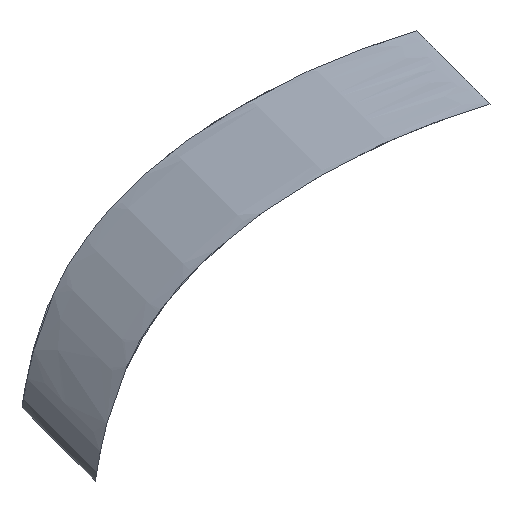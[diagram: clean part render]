
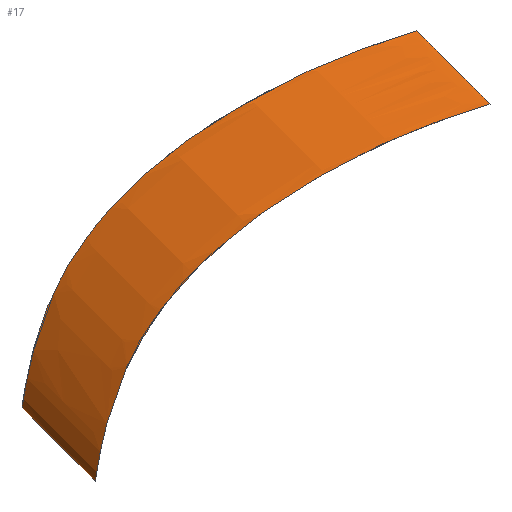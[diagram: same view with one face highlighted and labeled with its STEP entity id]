
A CAD part, front view. The second image highlights one B-rep face of the part: STEP entity #17.
In plain terms, the highlighted face is a extrusion surface.
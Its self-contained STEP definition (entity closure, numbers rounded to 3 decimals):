
#17 = ADVANCED_FACE('',(#18),#32,.F.);
#18 = FACE_BOUND('',#19,.F.);
#19 = EDGE_LOOP('',(#20,#76,#114,#115));
#20 = ORIENTED_EDGE('',*,*,#21,.T.);
#21 = EDGE_CURVE('',#22,#24,#26,.T.);
#22 = VERTEX_POINT('',#23);
#23 = CARTESIAN_POINT('',(180.188,0.415,74.572
    ));
#24 = VERTEX_POINT('',#25);
#25 = CARTESIAN_POINT('',(174.188,0.415,80.572
    ));
#26 = SEAM_CURVE('',#27,(#31,#69),.PCURVE_S1.);
#27 = LINE('',#28,#29);
#28 = CARTESIAN_POINT('',(180.188,0.415,74.572
    ));
#29 = VECTOR('',#30,1.);
#30 = DIRECTION('',(-0.707,0.,0.707));
#31 = PCURVE('',#32,#63);
#32 = SURFACE_OF_LINEAR_EXTRUSION('',#33,#61);
#33 = B_SPLINE_CURVE_WITH_KNOTS('',3,(#34,#35,#36,#37,#38,#39,#40,#41,
    #42,#43,#44,#45,#46,#47,#48,#49,#50,#51,#52,#53,#54,#55,#56,#57,#58,
    #59,#60),.UNSPECIFIED.,.T.,.F.,(1,1,1,1,1,1,1,1,1,1,1,1,1,1,1,1,1,1,
    1,1,1,1,1,1,1,1,1,1,1,1,1),(-0.219,-0.102,
    -0.045,0.,0.031,0.035,
    0.037,0.039,0.043,
    0.069,0.114,0.17,0.274,
    0.379,0.432,0.472,0.498,
    0.502,0.506,0.509,0.513,
    0.534,0.573,0.622,0.707,
    0.823,0.881,0.926,0.957,
    0.961,0.963),.UNSPECIFIED.);
#34 = CARTESIAN_POINT('',(179.971,0.407,74.504
    ));
#35 = CARTESIAN_POINT('',(180.316,0.451,74.613
    ));
#36 = CARTESIAN_POINT('',(180.03,0.355,74.522
    ));
#37 = CARTESIAN_POINT('',(178.965,0.055,
    74.198));
#38 = CARTESIAN_POINT('',(176.465,-0.613,
    73.382));
#39 = CARTESIAN_POINT('',(172.292,-1.681,
    71.775));
#40 = CARTESIAN_POINT('',(165.777,-3.101,
    68.647));
#41 = CARTESIAN_POINT('',(157.794,-3.798,
    63.355));
#42 = CARTESIAN_POINT('',(151.754,-2.302,
    56.304));
#43 = CARTESIAN_POINT('',(149.236,-0.041,
    50.247));
#44 = CARTESIAN_POINT('',(148.338,1.663,46.66
    ));
#45 = CARTESIAN_POINT('',(147.995,2.869,44.585
    ));
#46 = CARTESIAN_POINT('',(147.865,3.626,43.74)
  );
#47 = CARTESIAN_POINT('',(147.834,4.035,43.621
    ));
#48 = CARTESIAN_POINT('',(147.877,4.285,43.95)
  );
#49 = CARTESIAN_POINT('',(148.006,4.32,44.928
    ));
#50 = CARTESIAN_POINT('',(148.378,3.991,47.065
    ));
#51 = CARTESIAN_POINT('',(149.312,3.382,50.606
    ));
#52 = CARTESIAN_POINT('',(151.683,2.515,55.967
    ));
#53 = CARTESIAN_POINT('',(157.132,1.395,62.67
    ));
#54 = CARTESIAN_POINT('',(164.534,0.198,67.944
    ));
#55 = CARTESIAN_POINT('',(171.535,-0.239,71.444)
  );
#56 = CARTESIAN_POINT('',(175.986,-0.096,
    73.216));
#57 = CARTESIAN_POINT('',(178.732,0.224,74.126
    ));
#58 = CARTESIAN_POINT('',(179.971,0.407,74.504
    ));
#59 = CARTESIAN_POINT('',(180.316,0.451,74.613
    ));
#60 = CARTESIAN_POINT('',(180.03,0.355,74.522
    ));
#61 = VECTOR('',#62,1.);
#62 = DIRECTION('',(0.707,-0.,-0.707));
#63 = DEFINITIONAL_REPRESENTATION('',(#64),#68);
#64 = LINE('',#65,#66);
#65 = CARTESIAN_POINT('',(0.,0.));
#66 = VECTOR('',#67,1.);
#67 = DIRECTION('',(0.,-1.));
#68 = ( GEOMETRIC_REPRESENTATION_CONTEXT(2) 
PARAMETRIC_REPRESENTATION_CONTEXT() REPRESENTATION_CONTEXT('2D SPACE',''
  ) );
#69 = PCURVE('',#32,#70);
#70 = DEFINITIONAL_REPRESENTATION('',(#71),#75);
#71 = LINE('',#72,#73);
#72 = CARTESIAN_POINT('',(0.926,0.));
#73 = VECTOR('',#74,1.);
#74 = DIRECTION('',(0.,-1.));
#75 = ( GEOMETRIC_REPRESENTATION_CONTEXT(2) 
PARAMETRIC_REPRESENTATION_CONTEXT() REPRESENTATION_CONTEXT('2D SPACE',''
  ) );
#76 = ORIENTED_EDGE('',*,*,#77,.T.);
#77 = EDGE_CURVE('',#24,#24,#78,.T.);
#78 = SURFACE_CURVE('',#79,(#107),.PCURVE_S1.);
#79 = B_SPLINE_CURVE_WITH_KNOTS('',3,(#80,#81,#82,#83,#84,#85,#86,#87,
    #88,#89,#90,#91,#92,#93,#94,#95,#96,#97,#98,#99,#100,#101,#102,#103,
    #104,#105,#106),.UNSPECIFIED.,.T.,.F.,(1,1,1,1,1,1,1,1,1,1,1,1,1,1,1
    ,1,1,1,1,1,1,1,1,1,1,1,1,1,1,1,1),(-0.219,-0.102,
    -0.045,0.,0.031,0.035,
    0.037,0.039,0.043,
    0.069,0.114,0.17,0.274,
    0.379,0.432,0.472,0.498,
    0.502,0.506,0.509,0.513,
    0.534,0.573,0.622,0.707,
    0.823,0.881,0.926,0.957,
    0.961,0.963),.UNSPECIFIED.);
#80 = CARTESIAN_POINT('',(173.971,0.407,80.504
    ));
#81 = CARTESIAN_POINT('',(174.316,0.451,80.613
    ));
#82 = CARTESIAN_POINT('',(174.03,0.355,80.522
    ));
#83 = CARTESIAN_POINT('',(172.965,0.055,
    80.198));
#84 = CARTESIAN_POINT('',(170.465,-0.613,
    79.382));
#85 = CARTESIAN_POINT('',(166.292,-1.681,
    77.775));
#86 = CARTESIAN_POINT('',(159.777,-3.101,
    74.647));
#87 = CARTESIAN_POINT('',(151.794,-3.798,
    69.355));
#88 = CARTESIAN_POINT('',(145.754,-2.302,
    62.304));
#89 = CARTESIAN_POINT('',(143.236,-0.041,
    56.247));
#90 = CARTESIAN_POINT('',(142.338,1.663,52.66
    ));
#91 = CARTESIAN_POINT('',(141.995,2.869,50.585
    ));
#92 = CARTESIAN_POINT('',(141.865,3.626,49.74)
  );
#93 = CARTESIAN_POINT('',(141.834,4.035,49.621
    ));
#94 = CARTESIAN_POINT('',(141.877,4.285,49.95)
  );
#95 = CARTESIAN_POINT('',(142.006,4.32,50.928
    ));
#96 = CARTESIAN_POINT('',(142.378,3.991,53.065
    ));
#97 = CARTESIAN_POINT('',(143.312,3.382,56.606
    ));
#98 = CARTESIAN_POINT('',(145.683,2.515,61.967
    ));
#99 = CARTESIAN_POINT('',(151.132,1.395,68.67
    ));
#100 = CARTESIAN_POINT('',(158.534,0.198,
    73.944));
#101 = CARTESIAN_POINT('',(165.535,-0.239,77.444
    ));
#102 = CARTESIAN_POINT('',(169.986,-0.096,
    79.216));
#103 = CARTESIAN_POINT('',(172.732,0.224,
    80.126));
#104 = CARTESIAN_POINT('',(173.971,0.407,
    80.504));
#105 = CARTESIAN_POINT('',(174.316,0.451,
    80.613));
#106 = CARTESIAN_POINT('',(174.03,0.355,
    80.522));
#107 = PCURVE('',#32,#108);
#108 = DEFINITIONAL_REPRESENTATION('',(#109),#113);
#109 = LINE('',#110,#111);
#110 = CARTESIAN_POINT('',(0.,-8.485));
#111 = VECTOR('',#112,1.);
#112 = DIRECTION('',(1.,0.));
#113 = ( GEOMETRIC_REPRESENTATION_CONTEXT(2) 
PARAMETRIC_REPRESENTATION_CONTEXT() REPRESENTATION_CONTEXT('2D SPACE',''
  ) );
#114 = ORIENTED_EDGE('',*,*,#21,.F.);
#115 = ORIENTED_EDGE('',*,*,#116,.F.);
#116 = EDGE_CURVE('',#22,#22,#117,.T.);
#117 = SURFACE_CURVE('',#118,(#146),.PCURVE_S1.);
#118 = B_SPLINE_CURVE_WITH_KNOTS('',3,(#119,#120,#121,#122,#123,#124,
    #125,#126,#127,#128,#129,#130,#131,#132,#133,#134,#135,#136,#137,
    #138,#139,#140,#141,#142,#143,#144,#145),.UNSPECIFIED.,.T.,.F.,(1,1,
    1,1,1,1,1,1,1,1,1,1,1,1,1,1,1,1,1,1,1,1,1,1,1,1,1,1,1,1,1),(
    -0.219,-0.102,-0.045,0.,
    0.031,0.035,0.037,
    0.039,0.043,0.069,
    0.114,0.17,0.274,0.379,
    0.432,0.472,0.498,0.502,
    0.506,0.509,0.513,0.534,
    0.573,0.622,0.707,0.823,
    0.881,0.926,0.957,0.961,
    0.963),.UNSPECIFIED.);
#119 = CARTESIAN_POINT('',(179.971,0.407,
    74.504));
#120 = CARTESIAN_POINT('',(180.316,0.451,
    74.613));
#121 = CARTESIAN_POINT('',(180.03,0.355,
    74.522));
#122 = CARTESIAN_POINT('',(178.965,0.055,
    74.198));
#123 = CARTESIAN_POINT('',(176.465,-0.613,
    73.382));
#124 = CARTESIAN_POINT('',(172.292,-1.681,
    71.775));
#125 = CARTESIAN_POINT('',(165.777,-3.101,
    68.647));
#126 = CARTESIAN_POINT('',(157.794,-3.798,
    63.355));
#127 = CARTESIAN_POINT('',(151.754,-2.302,
    56.304));
#128 = CARTESIAN_POINT('',(149.236,-0.041,
    50.247));
#129 = CARTESIAN_POINT('',(148.338,1.663,
    46.66));
#130 = CARTESIAN_POINT('',(147.995,2.869,
    44.585));
#131 = CARTESIAN_POINT('',(147.865,3.626,43.74
    ));
#132 = CARTESIAN_POINT('',(147.834,4.035,
    43.621));
#133 = CARTESIAN_POINT('',(147.877,4.285,43.95
    ));
#134 = CARTESIAN_POINT('',(148.006,4.32,
    44.928));
#135 = CARTESIAN_POINT('',(148.378,3.991,
    47.065));
#136 = CARTESIAN_POINT('',(149.312,3.382,
    50.606));
#137 = CARTESIAN_POINT('',(151.683,2.515,
    55.967));
#138 = CARTESIAN_POINT('',(157.132,1.395,
    62.67));
#139 = CARTESIAN_POINT('',(164.534,0.198,
    67.944));
#140 = CARTESIAN_POINT('',(171.535,-0.239,71.444
    ));
#141 = CARTESIAN_POINT('',(175.986,-0.096,
    73.216));
#142 = CARTESIAN_POINT('',(178.732,0.224,
    74.126));
#143 = CARTESIAN_POINT('',(179.971,0.407,
    74.504));
#144 = CARTESIAN_POINT('',(180.316,0.451,
    74.613));
#145 = CARTESIAN_POINT('',(180.03,0.355,
    74.522));
#146 = PCURVE('',#32,#147);
#147 = DEFINITIONAL_REPRESENTATION('',(#148),#152);
#148 = LINE('',#149,#150);
#149 = CARTESIAN_POINT('',(0.,0.));
#150 = VECTOR('',#151,1.);
#151 = DIRECTION('',(1.,0.));
#152 = ( GEOMETRIC_REPRESENTATION_CONTEXT(2) 
PARAMETRIC_REPRESENTATION_CONTEXT() REPRESENTATION_CONTEXT('2D SPACE',''
  ) );
